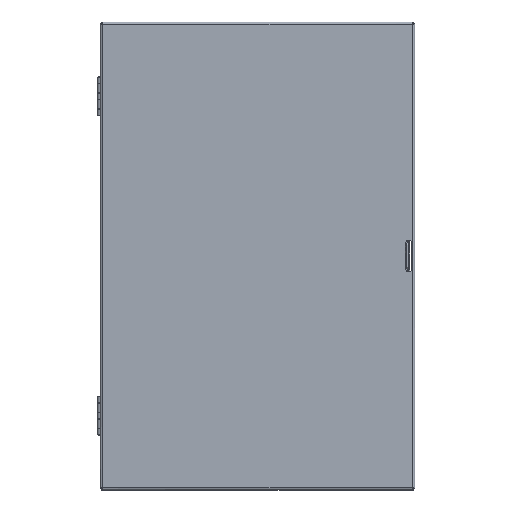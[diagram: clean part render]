
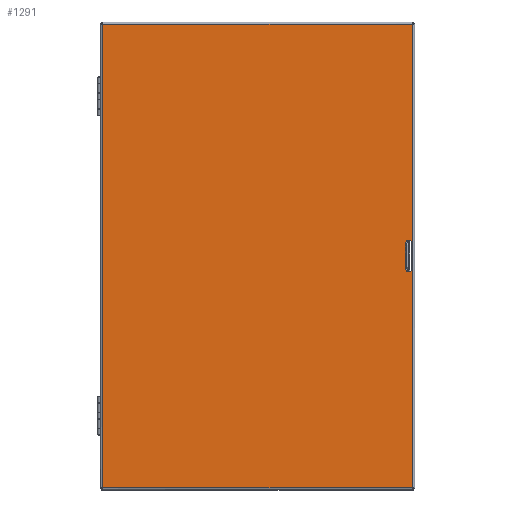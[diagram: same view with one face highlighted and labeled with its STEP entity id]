
A CAD part, front view. The second image highlights one B-rep face of the part: STEP entity #1291.
In plain terms, the highlighted planar face has unit normal (0, -1, 0).
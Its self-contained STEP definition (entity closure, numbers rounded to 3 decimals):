
#1291 = ADVANCED_FACE( '', ( #2623, #2624 ), #2625, .T. );
#2623 = FACE_OUTER_BOUND( '', #4354, .T. );
#2624 = FACE_BOUND( '', #4355, .T. );
#2625 = PLANE( '', #4356 );
#4354 = EDGE_LOOP( '', ( #7697, #7698, #7699, #7700 ) );
#4355 = EDGE_LOOP( '', ( #7701, #7702, #7703, #7704 ) );
#4356 = AXIS2_PLACEMENT_3D( '', #7705, #7706, #7707 );
#7697 = ORIENTED_EDGE( '', *, *, #9017, .T. );
#7698 = ORIENTED_EDGE( '', *, *, #9694, .F. );
#7699 = ORIENTED_EDGE( '', *, *, #9695, .T. );
#7700 = ORIENTED_EDGE( '', *, *, #8889, .T. );
#7701 = ORIENTED_EDGE( '', *, *, #8593, .T. );
#7702 = ORIENTED_EDGE( '', *, *, #9412, .T. );
#7703 = ORIENTED_EDGE( '', *, *, #9643, .T. );
#7704 = ORIENTED_EDGE( '', *, *, #9001, .T. );
#7705 = CARTESIAN_POINT( '', ( 0., 0., 0. ) );
#7706 = DIRECTION( '', ( 0., -1., 0. ) );
#7707 = DIRECTION( '', ( 0., 0., -1. ) );
#8593 = EDGE_CURVE( '', #10230, #10228, #10231, .T. );
#8889 = EDGE_CURVE( '', #10721, #10715, #10724, .T. );
#9001 = EDGE_CURVE( '', #10896, #10230, #10897, .T. );
#9017 = EDGE_CURVE( '', #10715, #10275, #10922, .T. );
#9412 = EDGE_CURVE( '', #10228, #11463, #11465, .T. );
#9643 = EDGE_CURVE( '', #11463, #10896, #11742, .T. );
#9694 = EDGE_CURVE( '', #10284, #10275, #11795, .T. );
#9695 = EDGE_CURVE( '', #10284, #10721, #11796, .T. );
#10228 = VERTEX_POINT( '', #12604 );
#10230 = VERTEX_POINT( '', #12607 );
#10231 = LINE( '', #12608, #12609 );
#10275 = VERTEX_POINT( '', #12665 );
#10284 = VERTEX_POINT( '', #12694 );
#10715 = VERTEX_POINT( '', #13361 );
#10721 = VERTEX_POINT( '', #13387 );
#10724 = LINE( '', #13408, #13409 );
#10896 = VERTEX_POINT( '', #13720 );
#10897 = CIRCLE( '', #13721, 3.175 );
#10922 = LINE( '', #13757, #13758 );
#11463 = VERTEX_POINT( '', #14563 );
#11465 = CIRCLE( '', #14566, 3.175 );
#11742 = LINE( '', #15091, #15092 );
#11795 = LINE( '', #15166, #15167 );
#11796 = LINE( '', #15168, #15169 );
#12604 = CARTESIAN_POINT( '', ( 153.531, 0., -12.7 ) );
#12607 = CARTESIAN_POINT( '', ( 153.531, 0., 12.7 ) );
#12608 = CARTESIAN_POINT( '', ( 153.531, 0., 12.7 ) );
#12609 = VECTOR( '', #15562, 1000. );
#12665 = CARTESIAN_POINT( '', ( 153.975, 0., -230.175 ) );
#12694 = CARTESIAN_POINT( '', ( 153.975, 0., 230.175 ) );
#13361 = CARTESIAN_POINT( '', ( -153.975, 0., -230.175 ) );
#13387 = CARTESIAN_POINT( '', ( -153.975, 0., 230.175 ) );
#13408 = CARTESIAN_POINT( '', ( -153.975, 0., -232.512 ) );
#13409 = VECTOR( '', #15879, 1000. );
#13720 = CARTESIAN_POINT( '', ( 147.181, 0., 12.7 ) );
#13721 = AXIS2_PLACEMENT_3D( '', #15979, #15980, #15981 );
#13757 = CARTESIAN_POINT( '', ( 153.975, 0., -230.175 ) );
#13758 = VECTOR( '', #15993, 1000. );
#14563 = CARTESIAN_POINT( '', ( 147.181, 0., -12.7 ) );
#14566 = AXIS2_PLACEMENT_3D( '', #16380, #16381, #16382 );
#15091 = CARTESIAN_POINT( '', ( 147.181, 0., -12.7 ) );
#15092 = VECTOR( '', #16578, 1000. );
#15166 = CARTESIAN_POINT( '', ( 153.975, 0., 230.175 ) );
#15167 = VECTOR( '', #16609, 1000. );
#15168 = CARTESIAN_POINT( '', ( -156.312, 0., 230.175 ) );
#15169 = VECTOR( '', #16610, 1000. );
#15562 = DIRECTION( '', ( 0., 0., -1. ) );
#15879 = DIRECTION( '', ( 0., 0., -1. ) );
#15979 = CARTESIAN_POINT( '', ( 150.356, 0., 12.7 ) );
#15980 = DIRECTION( '', ( 0., 1., 0. ) );
#15981 = DIRECTION( '', ( 0., 0., -1. ) );
#15993 = DIRECTION( '', ( 1., 0., 0. ) );
#16380 = CARTESIAN_POINT( '', ( 150.356, 0., -12.7 ) );
#16381 = DIRECTION( '', ( 0., 1., 0. ) );
#16382 = DIRECTION( '', ( 0., 0., 1. ) );
#16578 = DIRECTION( '', ( 0., 0., 1. ) );
#16609 = DIRECTION( '', ( 0., 0., -1. ) );
#16610 = DIRECTION( '', ( -1., 0., 0. ) );
